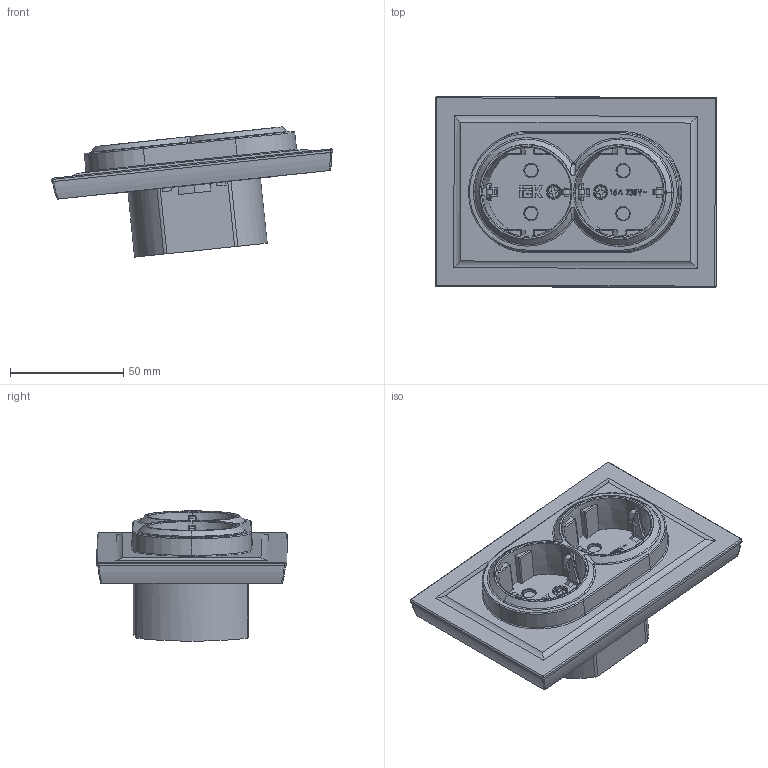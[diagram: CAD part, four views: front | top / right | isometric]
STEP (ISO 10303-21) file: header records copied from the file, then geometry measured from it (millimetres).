
FILE_DESCRIPTION (( 'STEP AP214' ), '1' );
FILE_NAME ('BRITE Ðîç. 2-ÿ ñ ç ê ø 16À â ñá. ÐÑø12-3.STEP', '2025-04-02T10:46:20', ( '' ), ( '' ), 'SwSTEP 2.0', 'SolidWorks 2022', '' );
FILE_SCHEMA (( 'AUTOMOTIVE_DESIGN' ));
Products named in the file (1): BRITE Роз. 2-я с з к ш 16А в сб. РСш12-3
Bounding box: 124.7 x 84.44 x 57.62 mm (x, y, z)
Volume: 160314.9 mm3; surface area: 60334.8 mm2
Topology: 1 solids, 5 shells, 1841 faces, 5239 edges, 3364 vertices
Faces by surface type: plane 925, cylinder 423, bspline 260, torus 140, cone 81, sphere 12
Entity records: 374188 total; most frequent: CARTESIAN_POINT 328874, ORIENTED_EDGE 10458, DIRECTION 8222, EDGE_CURVE 5229, VERTEX_POINT 3364, LINE 2870, VECTOR 2870, AXIS2_PLACEMENT_3D 2676
